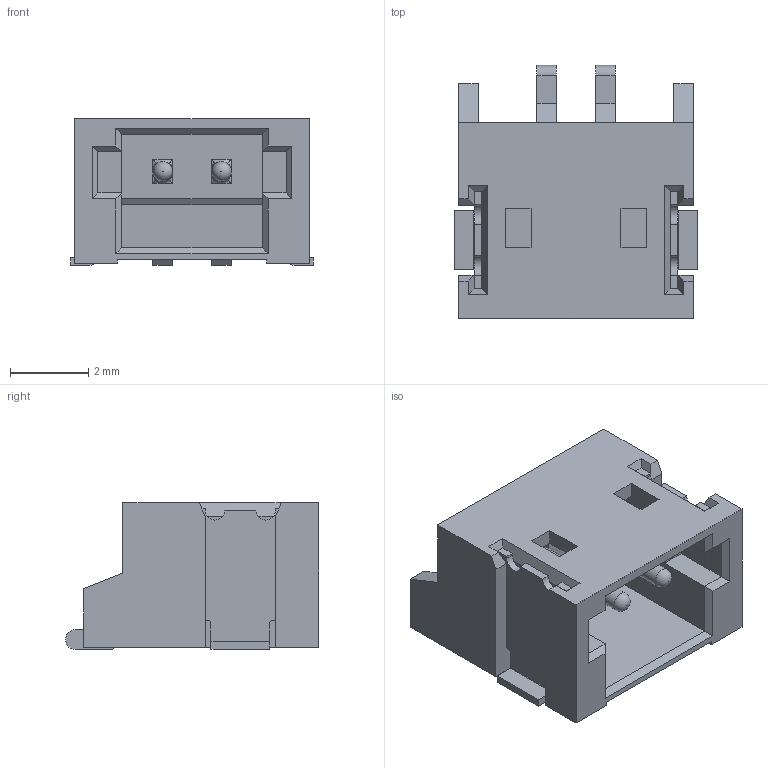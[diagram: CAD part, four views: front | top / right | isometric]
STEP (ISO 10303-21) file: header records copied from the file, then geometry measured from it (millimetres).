
FILE_DESCRIPTION(/* description */ ('Unknown'),/* implementation_level */ '2;1');
FILE_NAME(/* name */ '648102131822',/* time_stamp */ '2023-03-22T16:51:31+01:00',/* author */ ('Unknown'),/* organization */ ('Unknown'),/* preprocessor_version */ 'ST-DEVELOPER v18.102',/* originating_system */ 'Solid Edge',/* authorisation */ 'Unknown');
FILE_SCHEMA (('AUTOMOTIVE_DESIGN {1 0 10303 214 3 1 1}'));
Length unit declared in the file: millimetre
Products named in the file (4): 6481xx131822; 648102131822; 6481xx131822_PIN; 6481xx131822_PATTE
Assembly tree (5 placements, depth 2):
  6481xx131822
    648102131822
    6481xx131822_PIN  x2
    6481xx131822_PATTE  x2
Bounding box: 6.21 x 6.47 x 3.75 mm (x, y, z)
Volume: 58.2 mm3; surface area: 295.4 mm2
Topology: 5 solids, 5 shells, 193 faces, 530 edges, 334 vertices
Faces by surface type: plane 163, cylinder 16, bspline 8, torus 6
Full cylindrical faces by diameter (mm): 0.5 x2
Entity records: 4840 total; most frequent: CARTESIAN_POINT 901, ORIENTED_EDGE 824, DIRECTION 738, EDGE_CURVE 412, LINE 384, VECTOR 384, VERTEX_POINT 264, AXIS2_PLACEMENT_3D 177
